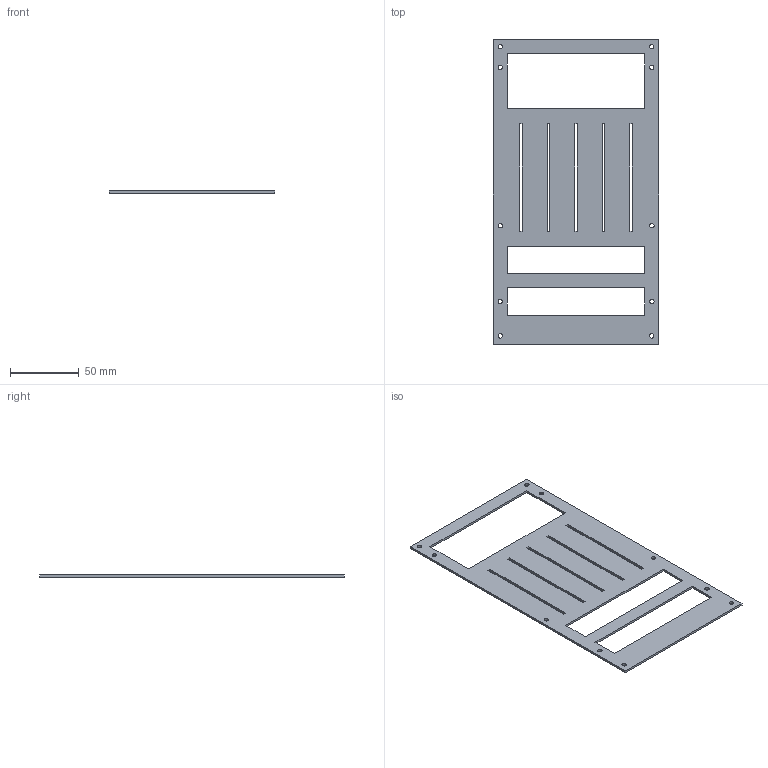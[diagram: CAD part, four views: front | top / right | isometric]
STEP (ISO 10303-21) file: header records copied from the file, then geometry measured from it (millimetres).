
FILE_DESCRIPTION(('KiCad electronic assembly'),'2;1');
FILE_NAME('Fader_Board_panel.step','2023-02-11T00:21:54',('Pcbnew'),( 'Kicad'),'Open CASCADE STEP processor 7.6','KiCad to STEP converter' ,'Unknown');
FILE_SCHEMA(('AUTOMOTIVE_DESIGN { 1 0 10303 214 1 1 1 1 }'));
Length unit declared in the file: millimetre
Products named in the file (2): Fader_Board_panel 1; Fader_Board_panel PCB
Assembly tree (1 placements, depth 2):
  Fader_Board_panel 1
    Fader_Board_panel PCB
Bounding box: 120 x 221 x 1.6 mm (x, y, z)
Volume: 28344.7 mm3; surface area: 39176.3 mm2
Topology: 1 solids, 1 shells, 48 faces, 138 edges, 92 vertices
Faces by surface type: plane 38, cylinder 10
Full cylindrical faces by diameter (mm): 3.2 x10
Entity records: 3535 total; most frequent: CARTESIAN_POINT 676, DIRECTION 514, LINE 374, VECTOR 374, ORIENTED_EDGE 276, PCURVE 276, DEFINITIONAL_REPRESENTATION 276, EDGE_CURVE 138
